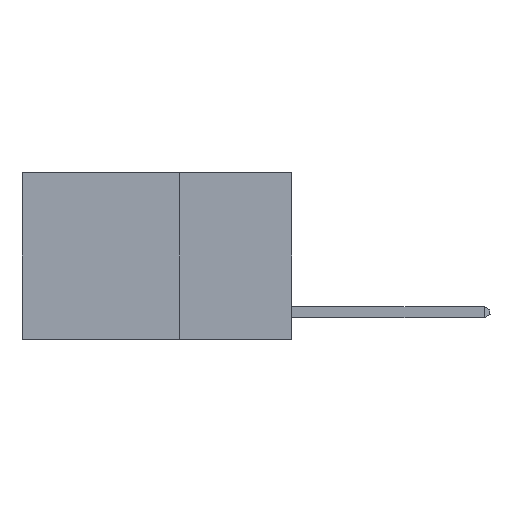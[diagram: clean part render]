
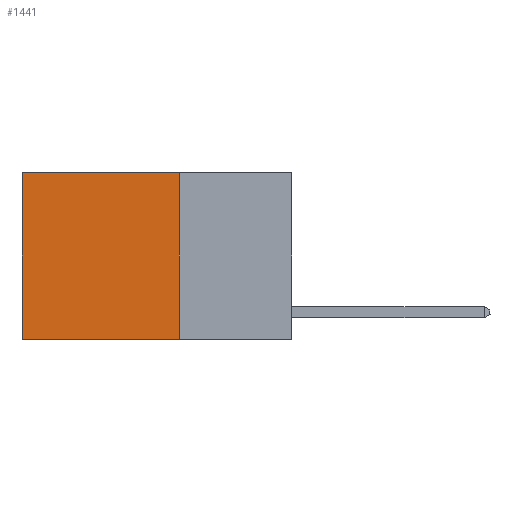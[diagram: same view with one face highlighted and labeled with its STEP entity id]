
A CAD part, left-side view. The second image highlights one B-rep face of the part: STEP entity #1441.
In plain terms, the highlighted planar face has unit normal (-1, 0, 0).
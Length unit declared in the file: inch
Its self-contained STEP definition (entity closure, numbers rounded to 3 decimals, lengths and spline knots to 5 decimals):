
#345 = DIRECTION ( 'NONE',  ( 0., 0., -1. ) ) ;
#421 = DIRECTION ( 'NONE',  ( 0., 1., 0. ) ) ;
#549 = CARTESIAN_POINT ( 'NONE',  ( 0.2625, 0.25, 0. ) ) ;
#569 = EDGE_CURVE ( 'NONE', #6705, #8317, #6479, .T. ) ;
#583 = DIRECTION ( 'NONE',  ( 0., 0., -1. ) ) ;
#1441 = ADVANCED_FACE ( 'NONE', ( #4963 ), #9551, .F. ) ;
#2247 = VECTOR ( 'NONE', #583, 39.37008 ) ;
#2252 = LINE ( 'NONE', #549, #2247 ) ;
#2649 = LINE ( 'NONE', #5879, #8846 ) ;
#2737 = ORIENTED_EDGE ( 'NONE', *, *, #9703, .F. ) ;
#3047 = EDGE_LOOP ( 'NONE', ( #9092, #2737, #5673, #7220 ) ) ;
#3258 = CARTESIAN_POINT ( 'NONE',  ( 0.2625, 0.25, -0.37 ) ) ;
#3420 = CARTESIAN_POINT ( 'NONE',  ( 0.2625, 0.6, 0. ) ) ;
#3523 = LINE ( 'NONE', #3258, #7931 ) ;
#3849 = CARTESIAN_POINT ( 'NONE',  ( 0.2625, 0.6, -0.37 ) ) ;
#4509 = DIRECTION ( 'NONE',  ( 1., 0., 0. ) ) ;
#4963 = FACE_OUTER_BOUND ( 'NONE', #3047, .T. ) ;
#4966 = EDGE_CURVE ( 'NONE', #9836, #5057, #2252, .T. ) ;
#5057 = VERTEX_POINT ( 'NONE', #7893 ) ;
#5270 = AXIS2_PLACEMENT_3D ( 'NONE', #9472, #4509, #345 ) ;
#5280 = DIRECTION ( 'NONE',  ( 0., 1., 0. ) ) ;
#5327 = DIRECTION ( 'NONE',  ( 0., 0., -1. ) ) ;
#5673 = ORIENTED_EDGE ( 'NONE', *, *, #4966, .F. ) ;
#5879 = CARTESIAN_POINT ( 'NONE',  ( 0.2625, 0.25, 0. ) ) ;
#6178 = CARTESIAN_POINT ( 'NONE',  ( 0.2625, 0.25, 0. ) ) ;
#6479 = LINE ( 'NONE', #3420, #6733 ) ;
#6705 = VERTEX_POINT ( 'NONE', #6844 ) ;
#6733 = VECTOR ( 'NONE', #5327, 39.37008 ) ;
#6844 = CARTESIAN_POINT ( 'NONE',  ( 0.2625, 0.6, 0. ) ) ;
#7220 = ORIENTED_EDGE ( 'NONE', *, *, #10551, .T. ) ;
#7893 = CARTESIAN_POINT ( 'NONE',  ( 0.2625, 0.25, -0.37 ) ) ;
#7931 = VECTOR ( 'NONE', #5280, 39.37008 ) ;
#8317 = VERTEX_POINT ( 'NONE', #3849 ) ;
#8846 = VECTOR ( 'NONE', #421, 39.37008 ) ;
#9092 = ORIENTED_EDGE ( 'NONE', *, *, #569, .T. ) ;
#9472 = CARTESIAN_POINT ( 'NONE',  ( 0.2625, 0.25, 0. ) ) ;
#9551 = PLANE ( 'NONE',  #5270 ) ;
#9703 = EDGE_CURVE ( 'NONE', #5057, #8317, #3523, .T. ) ;
#9836 = VERTEX_POINT ( 'NONE', #6178 ) ;
#10551 = EDGE_CURVE ( 'NONE', #9836, #6705, #2649, .T. ) ;
